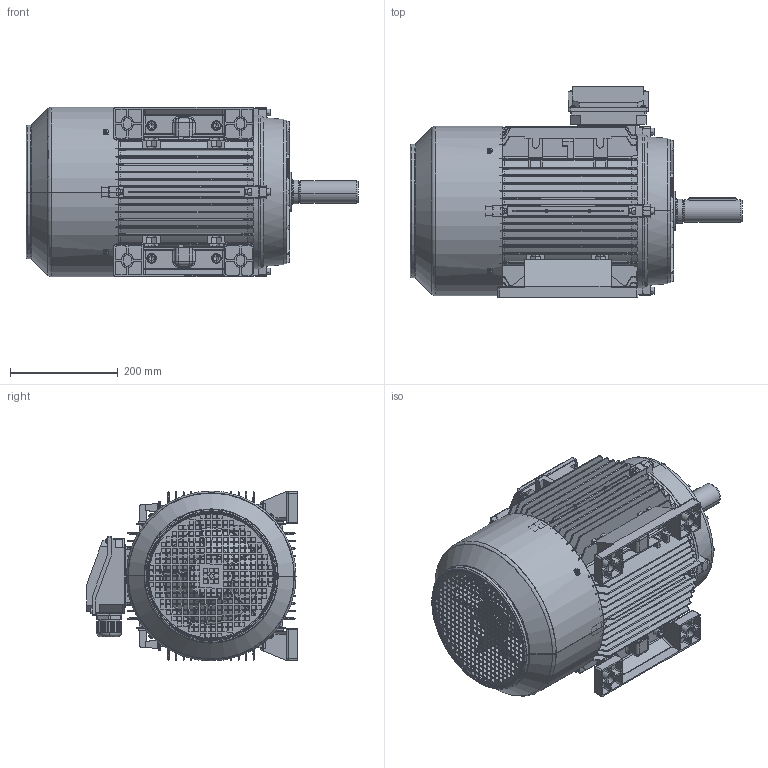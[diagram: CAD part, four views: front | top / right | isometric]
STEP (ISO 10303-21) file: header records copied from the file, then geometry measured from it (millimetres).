
FILE_DESCRIPTION (( 'STEP AP203' ), '1' );
FILE_NAME ('T160M B3蚾饜芞.STEP', '2015-04-09T02:02:16', ( 'USER' ), ( 'MS' ), 'SwSTEP 2.0', 'SolidWorks 2008', '' );
FILE_SCHEMA (( 'CONFIG_CONTROL_DESIGN' ));
Length unit declared in the file: millimetre
Products named in the file (17): T160M机壳_默认; T160M转轴_默认; 160-2风叶_默认; T160M底脚_默认; Hexagon nuts grade C GB_GB_FASTENER_NUT_SNC1 M12-N; Hexagon socket head cap screws GB_GB_FASTENER_SCREWS_HSHCS M12X35-N; T160M B3蚾饜芞; TA160风罩_默认; TA160后盖1_默认; TA160斜接线盒座_默认; TA160斜接线盒盖_默认; Plain parallel keys_GB_CONNECTING_PIECE_KEYS_CSK 12X90; Cross recessed thread forming screws GB_GB_CROSS_SCREWS_TYPE138 M5X12-N; Hexagon socket head cap screws GB_GB_FASTENER_SCREWS_HSHCS M8X40-N; Hexagon nuts grade C GB_GB_FASTENER_NUT_SNC1 M8-N; 180出线螺杆_默认; TA160前盖1_默认
Assembly tree (45 placements, depth 2):
  T160M B3蚾饜芞
    Hexagon nuts grade C GB_GB_FASTENER_NUT_SNC1 M8-N  x8
    Hexagon socket head cap screws GB_GB_FASTENER_SCREWS_HSHCS M8X40-N  x8
    Cross recessed thread forming screws GB_GB_CROSS_SCREWS_TYPE138 M5X12-N  x8
    Plain parallel keys_GB_CONNECTING_PIECE_KEYS_CSK 12X90
    T160M底脚_默认  x2
    Hexagon nuts grade C GB_GB_FASTENER_NUT_SNC1 M12-N  x4
    TA160前盖1_默认
    TA160斜接线盒座_默认
    TA160后盖1_默认
    160-2风叶_默认
    180出线螺杆_默认  x2
    Hexagon socket head cap screws GB_GB_FASTENER_SCREWS_HSHCS M12X35-N  x4
    TA160斜接线盒盖_默认
    TA160风罩_默认
    T160M转轴_默认
    T160M机壳_默认
Bounding box: 616 x 391 x 315 mm (x, y, z)
Volume: 6021941 mm3; surface area: 2693362.1 mm2
Topology: 45 solids, 45 shells, 6198 faces, 16692 edges, 10488 vertices
Faces by surface type: plane 3308, cylinder 1432, bspline 826, cone 394, torus 169, sphere 69
Entity records: 197476 total; most frequent: CARTESIAN_POINT 68523, ORIENTED_EDGE 28452, DIRECTION 23165, EDGE_CURVE 14226, VERTEX_POINT 9055, VECTOR 8591, LINE 8591, AXIS2_PLACEMENT_3D 7287
